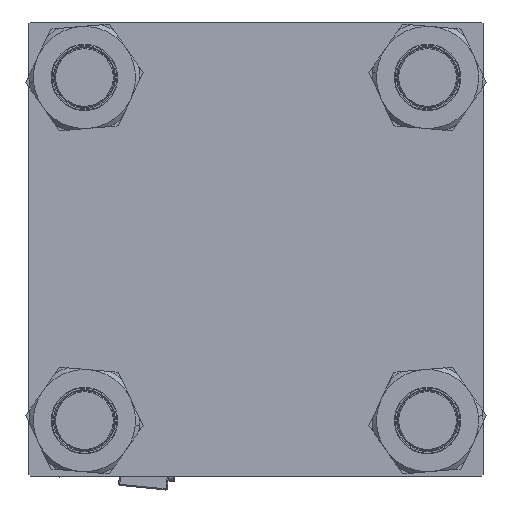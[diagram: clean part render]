
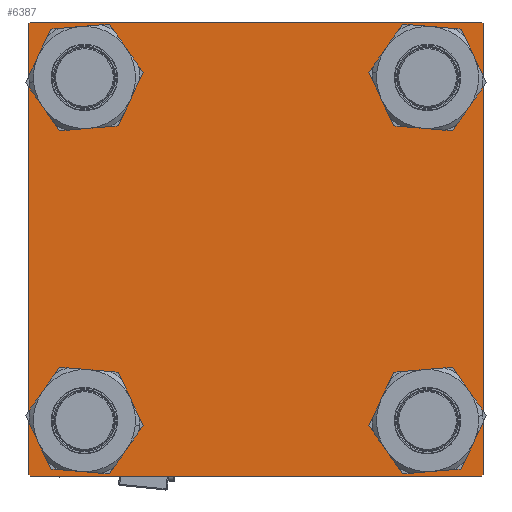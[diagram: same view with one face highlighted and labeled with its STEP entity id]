
A CAD part, left-side view. The second image highlights one B-rep face of the part: STEP entity #6387.
In plain terms, the highlighted planar face has unit normal (-1, 0, 0).
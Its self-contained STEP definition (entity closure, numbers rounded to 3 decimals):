
#422 = CARTESIAN_POINT ( 'NONE',  ( 0., -102.25, 102.25 ) ) ;
#586 = CARTESIAN_POINT ( 'NONE',  ( 0., -102.25, -102.25 ) ) ;
#1783 = ORIENTED_EDGE ( 'NONE', *, *, #58487, .T. ) ;
#2797 = DIRECTION ( 'NONE',  ( 1., 0., 0. ) ) ;
#4009 = CARTESIAN_POINT ( 'NONE',  ( 0., -77.45, 63.45 ) ) ;
#4106 = VECTOR ( 'NONE', #35391, 1000. ) ;
#4146 = EDGE_CURVE ( 'NONE', #14877, #46333, #13422, .T. ) ;
#4211 = ORIENTED_EDGE ( 'NONE', *, *, #27245, .T. ) ;
#4649 = EDGE_CURVE ( 'NONE', #31429, #30043, #55709, .T. ) ;
#4854 = DIRECTION ( 'NONE',  ( 0., 0., 1. ) ) ;
#5053 = CIRCLE ( 'NONE', #23344, 14. ) ;
#5720 = DIRECTION ( 'NONE',  ( 0., 0., -1. ) ) ;
#5803 = EDGE_CURVE ( 'NONE', #46333, #14877, #55814, .T. ) ;
#6138 = LINE ( 'NONE', #23629, #37307 ) ;
#6387 = ADVANCED_FACE ( 'NONE', ( #40971, #37344, #9063, #31646, #27142 ), #13600, .T. ) ;
#7021 = VERTEX_POINT ( 'NONE', #20017 ) ;
#7734 = CARTESIAN_POINT ( 'NONE',  ( 0., 77.45, 91.45 ) ) ;
#8058 = EDGE_LOOP ( 'NONE', ( #36488, #46515 ) ) ;
#8779 = CARTESIAN_POINT ( 'NONE',  ( 0., 0., 0. ) ) ;
#9063 = FACE_BOUND ( 'NONE', #53415, .T. ) ;
#9116 = AXIS2_PLACEMENT_3D ( 'NONE', #18210, #35683, #17914 ) ;
#10456 = EDGE_CURVE ( 'NONE', #31429, #46932, #18490, .T. ) ;
#11623 = VECTOR ( 'NONE', #54964, 1000. ) ;
#11928 = EDGE_CURVE ( 'NONE', #16738, #46932, #23372, .T. ) ;
#11932 = CARTESIAN_POINT ( 'NONE',  ( 0., 102.5, 102. ) ) ;
#12045 = DIRECTION ( 'NONE',  ( 0., 0., 1. ) ) ;
#12152 = EDGE_LOOP ( 'NONE', ( #50407, #4211 ) ) ;
#12549 = CIRCLE ( 'NONE', #25028, 14. ) ;
#12804 = ORIENTED_EDGE ( 'NONE', *, *, #39366, .T. ) ;
#13333 = CARTESIAN_POINT ( 'NONE',  ( 0., -102., -102.5 ) ) ;
#13422 = CIRCLE ( 'NONE', #21111, 14. ) ;
#13600 = PLANE ( 'NONE',  #26026 ) ;
#14877 = VERTEX_POINT ( 'NONE', #4009 ) ;
#15546 = CARTESIAN_POINT ( 'NONE',  ( 0., 102.5, -102. ) ) ;
#16465 = LINE ( 'NONE', #30583, #4106 ) ;
#16738 = VERTEX_POINT ( 'NONE', #17214 ) ;
#17067 = CARTESIAN_POINT ( 'NONE',  ( 0., -77.45, -63.45 ) ) ;
#17121 = CIRCLE ( 'NONE', #37298, 14. ) ;
#17214 = CARTESIAN_POINT ( 'NONE',  ( 0., 102., 102.5 ) ) ;
#17236 = CARTESIAN_POINT ( 'NONE',  ( 0., 77.45, 63.45 ) ) ;
#17393 = CARTESIAN_POINT ( 'NONE',  ( 0., -77.45, 91.45 ) ) ;
#17489 = CARTESIAN_POINT ( 'NONE',  ( 0., -102., 102.5 ) ) ;
#17914 = DIRECTION ( 'NONE',  ( 0., 0., 1. ) ) ;
#18210 = CARTESIAN_POINT ( 'NONE',  ( 0., 77.45, -77.45 ) ) ;
#18357 = EDGE_CURVE ( 'NONE', #27658, #30043, #41837, .T. ) ;
#18387 = CARTESIAN_POINT ( 'NONE',  ( 0., -102.5, 102. ) ) ;
#18490 = LINE ( 'NONE', #422, #53905 ) ;
#18534 = EDGE_CURVE ( 'NONE', #54789, #21036, #55287, .T. ) ;
#19528 = CARTESIAN_POINT ( 'NONE',  ( 0., -77.45, -91.45 ) ) ;
#19674 = CARTESIAN_POINT ( 'NONE',  ( 0., 102.5, -102.5 ) ) ;
#19988 = DIRECTION ( 'NONE',  ( 0., -0.707, -0.707 ) ) ;
#20017 = CARTESIAN_POINT ( 'NONE',  ( 0., 102., -102.5 ) ) ;
#20118 = CARTESIAN_POINT ( 'NONE',  ( 0., 77.45, -91.45 ) ) ;
#20228 = VECTOR ( 'NONE', #5720, 1000. ) ;
#21036 = VERTEX_POINT ( 'NONE', #22846 ) ;
#21111 = AXIS2_PLACEMENT_3D ( 'NONE', #57330, #47420, #51926 ) ;
#21343 = ORIENTED_EDGE ( 'NONE', *, *, #47199, .T. ) ;
#21774 = DIRECTION ( 'NONE',  ( 1., 0., 0. ) ) ;
#22396 = CARTESIAN_POINT ( 'NONE',  ( 0., -102.5, 102.5 ) ) ;
#22602 = ORIENTED_EDGE ( 'NONE', *, *, #18357, .T. ) ;
#22846 = CARTESIAN_POINT ( 'NONE',  ( 0., 77.45, -63.45 ) ) ;
#22976 = ORIENTED_EDGE ( 'NONE', *, *, #18534, .T. ) ;
#23344 = AXIS2_PLACEMENT_3D ( 'NONE', #52119, #39117, #12045 ) ;
#23372 = LINE ( 'NONE', #31472, #11623 ) ;
#23629 = CARTESIAN_POINT ( 'NONE',  ( 0., 102.25, -102.25 ) ) ;
#24357 = CARTESIAN_POINT ( 'NONE',  ( 0., 102.25, 102.25 ) ) ;
#25028 = AXIS2_PLACEMENT_3D ( 'NONE', #54523, #58769, #35849 ) ;
#26026 = AXIS2_PLACEMENT_3D ( 'NONE', #8779, #28041, #4854 ) ;
#27142 = FACE_OUTER_BOUND ( 'NONE', #48117, .T. ) ;
#27245 = EDGE_CURVE ( 'NONE', #29797, #50889, #58376, .T. ) ;
#27606 = ORIENTED_EDGE ( 'NONE', *, *, #31142, .T. ) ;
#27658 = VERTEX_POINT ( 'NONE', #13333 ) ;
#28041 = DIRECTION ( 'NONE',  ( -1., 0., 0. ) ) ;
#28297 = DIRECTION ( 'NONE',  ( 0., -0.707, 0.707 ) ) ;
#29603 = DIRECTION ( 'NONE',  ( 0., 0., 1. ) ) ;
#29797 = VERTEX_POINT ( 'NONE', #19528 ) ;
#29991 = ORIENTED_EDGE ( 'NONE', *, *, #59250, .T. ) ;
#30043 = VERTEX_POINT ( 'NONE', #32686 ) ;
#30568 = CARTESIAN_POINT ( 'NONE',  ( 0., -77.45, -77.45 ) ) ;
#30583 = CARTESIAN_POINT ( 'NONE',  ( 0., 102.5, 102.5 ) ) ;
#31142 = EDGE_CURVE ( 'NONE', #7021, #27658, #51274, .T. ) ;
#31429 = VERTEX_POINT ( 'NONE', #18387 ) ;
#31472 = CARTESIAN_POINT ( 'NONE',  ( 0., 102.5, 102.5 ) ) ;
#31646 = FACE_BOUND ( 'NONE', #33079, .T. ) ;
#32177 = ORIENTED_EDGE ( 'NONE', *, *, #4649, .F. ) ;
#32604 = DIRECTION ( 'NONE',  ( 0., -1., 0. ) ) ;
#32686 = CARTESIAN_POINT ( 'NONE',  ( 0., -102.5, -102. ) ) ;
#33079 = EDGE_LOOP ( 'NONE', ( #1783, #12804 ) ) ;
#33233 = EDGE_CURVE ( 'NONE', #16738, #58900, #38152, .T. ) ;
#34064 = ORIENTED_EDGE ( 'NONE', *, *, #11928, .F. ) ;
#34546 = EDGE_CURVE ( 'NONE', #36081, #7021, #6138, .T. ) ;
#34921 = ORIENTED_EDGE ( 'NONE', *, *, #34546, .T. ) ;
#35289 = CARTESIAN_POINT ( 'NONE',  ( 0., 77.45, -77.45 ) ) ;
#35391 = DIRECTION ( 'NONE',  ( 0., 0., -1. ) ) ;
#35683 = DIRECTION ( 'NONE',  ( 1., 0., 0. ) ) ;
#35849 = DIRECTION ( 'NONE',  ( 0., 0., 1. ) ) ;
#35869 = VECTOR ( 'NONE', #28297, 1000. ) ;
#36081 = VERTEX_POINT ( 'NONE', #15546 ) ;
#36320 = VERTEX_POINT ( 'NONE', #17236 ) ;
#36488 = ORIENTED_EDGE ( 'NONE', *, *, #5803, .T. ) ;
#37298 = AXIS2_PLACEMENT_3D ( 'NONE', #44038, #2797, #29603 ) ;
#37307 = VECTOR ( 'NONE', #19988, 1000. ) ;
#37344 = FACE_BOUND ( 'NONE', #12152, .T. ) ;
#38152 = LINE ( 'NONE', #24357, #39333 ) ;
#39117 = DIRECTION ( 'NONE',  ( 1., 0., 0. ) ) ;
#39333 = VECTOR ( 'NONE', #46912, 1000. ) ;
#39366 = EDGE_CURVE ( 'NONE', #36320, #54854, #12549, .T. ) ;
#40971 = FACE_BOUND ( 'NONE', #8058, .T. ) ;
#40992 = ORIENTED_EDGE ( 'NONE', *, *, #33233, .T. ) ;
#41110 = DIRECTION ( 'NONE',  ( 1., 0., 0. ) ) ;
#41184 = VECTOR ( 'NONE', #32604, 1000. ) ;
#41837 = LINE ( 'NONE', #586, #35869 ) ;
#42016 = CARTESIAN_POINT ( 'NONE',  ( 0., -77.45, 77.45 ) ) ;
#42326 = DIRECTION ( 'NONE',  ( 0., 0., 1. ) ) ;
#43758 = DIRECTION ( 'NONE',  ( 0., 0., 1. ) ) ;
#44038 = CARTESIAN_POINT ( 'NONE',  ( 0., 77.45, 77.45 ) ) ;
#45168 = EDGE_CURVE ( 'NONE', #50889, #29797, #5053, .T. ) ;
#46333 = VERTEX_POINT ( 'NONE', #17393 ) ;
#46515 = ORIENTED_EDGE ( 'NONE', *, *, #4146, .T. ) ;
#46912 = DIRECTION ( 'NONE',  ( 0., 0.707, -0.707 ) ) ;
#46932 = VERTEX_POINT ( 'NONE', #17489 ) ;
#47199 = EDGE_CURVE ( 'NONE', #58900, #36081, #16465, .T. ) ;
#47368 = ORIENTED_EDGE ( 'NONE', *, *, #10456, .T. ) ;
#47420 = DIRECTION ( 'NONE',  ( 1., 0., 0. ) ) ;
#48117 = EDGE_LOOP ( 'NONE', ( #21343, #34921, #27606, #22602, #32177, #47368, #34064, #40992 ) ) ;
#50407 = ORIENTED_EDGE ( 'NONE', *, *, #45168, .T. ) ;
#50805 = AXIS2_PLACEMENT_3D ( 'NONE', #35289, #21774, #43758 ) ;
#50889 = VERTEX_POINT ( 'NONE', #17067 ) ;
#51274 = LINE ( 'NONE', #19674, #41184 ) ;
#51926 = DIRECTION ( 'NONE',  ( 0., 0., 1. ) ) ;
#52119 = CARTESIAN_POINT ( 'NONE',  ( 0., -77.45, -77.45 ) ) ;
#53415 = EDGE_LOOP ( 'NONE', ( #29991, #22976 ) ) ;
#53766 = DIRECTION ( 'NONE',  ( 1., 0., 0. ) ) ;
#53905 = VECTOR ( 'NONE', #55222, 1000. ) ;
#54523 = CARTESIAN_POINT ( 'NONE',  ( 0., 77.45, 77.45 ) ) ;
#54789 = VERTEX_POINT ( 'NONE', #20118 ) ;
#54845 = AXIS2_PLACEMENT_3D ( 'NONE', #42016, #41110, #42326 ) ;
#54854 = VERTEX_POINT ( 'NONE', #7734 ) ;
#54964 = DIRECTION ( 'NONE',  ( 0., -1., 0. ) ) ;
#55222 = DIRECTION ( 'NONE',  ( 0., 0.707, 0.707 ) ) ;
#55287 = CIRCLE ( 'NONE', #9116, 14. ) ;
#55709 = LINE ( 'NONE', #22396, #20228 ) ;
#55814 = CIRCLE ( 'NONE', #54845, 14. ) ;
#57330 = CARTESIAN_POINT ( 'NONE',  ( 0., -77.45, 77.45 ) ) ;
#57426 = AXIS2_PLACEMENT_3D ( 'NONE', #30568, #53766, #58308 ) ;
#57579 = CIRCLE ( 'NONE', #50805, 14. ) ;
#58308 = DIRECTION ( 'NONE',  ( 0., 0., 1. ) ) ;
#58376 = CIRCLE ( 'NONE', #57426, 14. ) ;
#58487 = EDGE_CURVE ( 'NONE', #54854, #36320, #17121, .T. ) ;
#58769 = DIRECTION ( 'NONE',  ( 1., 0., 0. ) ) ;
#58900 = VERTEX_POINT ( 'NONE', #11932 ) ;
#59250 = EDGE_CURVE ( 'NONE', #21036, #54789, #57579, .T. ) ;
